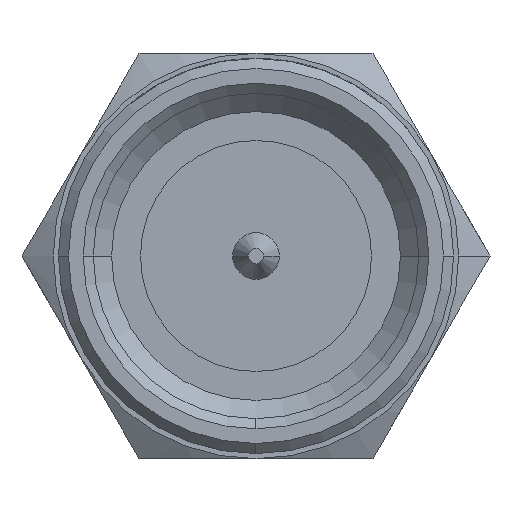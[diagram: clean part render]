
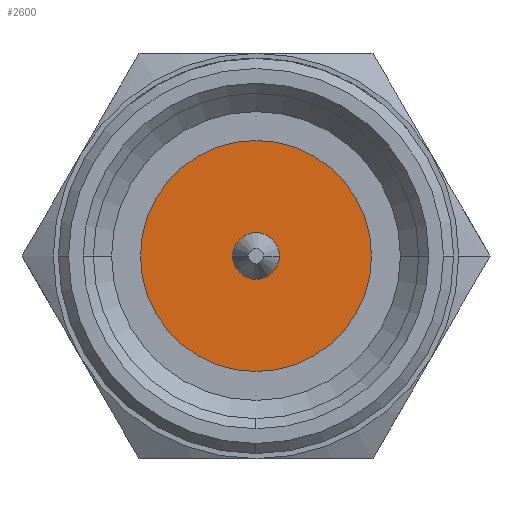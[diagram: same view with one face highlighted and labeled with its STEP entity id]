
A CAD part, left-side view. The second image highlights one B-rep face of the part: STEP entity #2600.
In plain terms, the highlighted planar face has unit normal (-1, 0, 0).
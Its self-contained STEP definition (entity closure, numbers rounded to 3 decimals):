
#135 = CARTESIAN_POINT ( 'NONE',  ( 3., 0., 0. ) ) ;
#181 = EDGE_CURVE ( 'NONE', #3202, #2499, #2288, .T. ) ;
#204 = VERTEX_POINT ( 'NONE', #3349 ) ;
#220 = DIRECTION ( 'NONE',  ( 0., -1., 0. ) ) ;
#372 = PLANE ( 'NONE',  #751 ) ;
#394 = AXIS2_PLACEMENT_3D ( 'NONE', #560, #1621, #1727 ) ;
#415 = CARTESIAN_POINT ( 'NONE',  ( 3., 0., 0. ) ) ;
#433 = ORIENTED_EDGE ( 'NONE', *, *, #181, .F. ) ;
#560 = CARTESIAN_POINT ( 'NONE',  ( 3., 0., 0. ) ) ;
#636 = FACE_BOUND ( 'NONE', #2548, .T. ) ;
#708 = AXIS2_PLACEMENT_3D ( 'NONE', #415, #2849, #3397 ) ;
#751 = AXIS2_PLACEMENT_3D ( 'NONE', #135, #1436, #2496 ) ;
#780 = DIRECTION ( 'NONE',  ( 0., 1., 0. ) ) ;
#1100 = DIRECTION ( 'NONE',  ( -1., 0., 0. ) ) ;
#1436 = DIRECTION ( 'NONE',  ( -1., 0., 0. ) ) ;
#1489 = EDGE_CURVE ( 'NONE', #2052, #204, #2934, .T. ) ;
#1548 = AXIS2_PLACEMENT_3D ( 'NONE', #2636, #2064, #220 ) ;
#1557 = CIRCLE ( 'NONE', #708, 0.46 ) ;
#1621 = DIRECTION ( 'NONE',  ( 1., 0., 0. ) ) ;
#1700 = CARTESIAN_POINT ( 'NONE',  ( 3., -2.28, 0. ) ) ;
#1727 = DIRECTION ( 'NONE',  ( 0., 1., 0. ) ) ;
#1728 = CARTESIAN_POINT ( 'NONE',  ( 3., 2.28, 0. ) ) ;
#1895 = EDGE_CURVE ( 'NONE', #204, #2052, #1557, .T. ) ;
#1951 = EDGE_LOOP ( 'NONE', ( #2482, #433 ) ) ;
#2052 = VERTEX_POINT ( 'NONE', #2415 ) ;
#2064 = DIRECTION ( 'NONE',  ( -1., 0., 0. ) ) ;
#2200 = CIRCLE ( 'NONE', #3093, 2.28 ) ;
#2288 = CIRCLE ( 'NONE', #394, 2.28 ) ;
#2415 = CARTESIAN_POINT ( 'NONE',  ( 3., -0.46, 0. ) ) ;
#2482 = ORIENTED_EDGE ( 'NONE', *, *, #3404, .T. ) ;
#2496 = DIRECTION ( 'NONE',  ( 0., 0., 1. ) ) ;
#2499 = VERTEX_POINT ( 'NONE', #1700 ) ;
#2548 = EDGE_LOOP ( 'NONE', ( #3344, #2719 ) ) ;
#2600 = ADVANCED_FACE ( 'NONE', ( #636, #2756 ), #372, .T. ) ;
#2636 = CARTESIAN_POINT ( 'NONE',  ( 3., 0., 0. ) ) ;
#2719 = ORIENTED_EDGE ( 'NONE', *, *, #1895, .F. ) ;
#2756 = FACE_OUTER_BOUND ( 'NONE', #1951, .T. ) ;
#2836 = CARTESIAN_POINT ( 'NONE',  ( 3., 0., 0. ) ) ;
#2849 = DIRECTION ( 'NONE',  ( -1., 0., 0. ) ) ;
#2934 = CIRCLE ( 'NONE', #1548, 0.46 ) ;
#3093 = AXIS2_PLACEMENT_3D ( 'NONE', #2836, #1100, #780 ) ;
#3202 = VERTEX_POINT ( 'NONE', #1728 ) ;
#3344 = ORIENTED_EDGE ( 'NONE', *, *, #1489, .F. ) ;
#3349 = CARTESIAN_POINT ( 'NONE',  ( 3., 0.46, 0. ) ) ;
#3397 = DIRECTION ( 'NONE',  ( 0., 1., 0. ) ) ;
#3404 = EDGE_CURVE ( 'NONE', #3202, #2499, #2200, .T. ) ;
